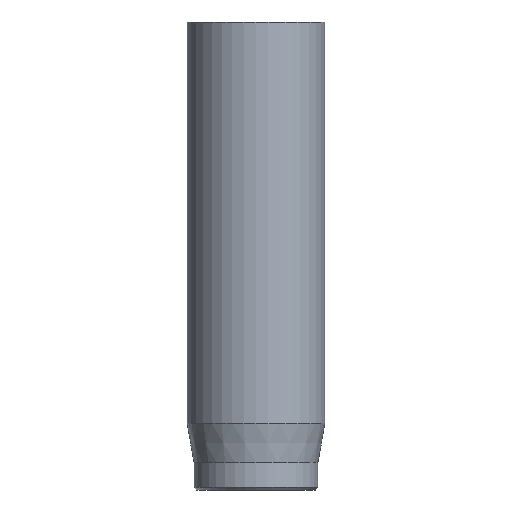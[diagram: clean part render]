
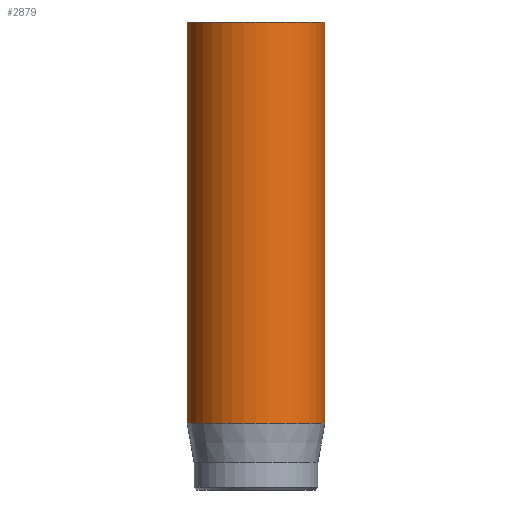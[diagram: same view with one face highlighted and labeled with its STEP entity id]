
A CAD part, front view. The second image highlights one B-rep face of the part: STEP entity #2879.
In plain terms, the highlighted cylindrical face has radius 2.5 mm (diameter 5 mm), a full revolution.
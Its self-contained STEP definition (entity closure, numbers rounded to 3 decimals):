
#53=CYLINDRICAL_SURFACE('',#3069,2.5);
#72=CIRCLE('',#3067,2.5);
#73=CIRCLE('',#3068,2.5);
#74=CIRCLE('',#3070,2.5);
#261=FACE_OUTER_BOUND('',#424,.T.);
#424=EDGE_LOOP('',(#2279,#2280,#2281,#2282,#2283));
#637=LINE('',#4848,#858);
#858=VECTOR('',#3391,2.5);
#1285=VERTEX_POINT('',#4840);
#1286=VERTEX_POINT('',#4841);
#1287=VERTEX_POINT('',#4846);
#1661=EDGE_CURVE('',#1285,#1286,#72,.T.);
#1662=EDGE_CURVE('',#1286,#1285,#73,.T.);
#1664=EDGE_CURVE('',#1287,#1287,#74,.T.);
#1665=EDGE_CURVE('',#1287,#1285,#637,.T.);
#2279=ORIENTED_EDGE('',*,*,#1664,.T.);
#2280=ORIENTED_EDGE('',*,*,#1665,.T.);
#2281=ORIENTED_EDGE('',*,*,#1661,.T.);
#2282=ORIENTED_EDGE('',*,*,#1662,.T.);
#2283=ORIENTED_EDGE('',*,*,#1665,.F.);
#2879=ADVANCED_FACE('',(#261),#53,.T.);
#3067=AXIS2_PLACEMENT_3D('',#4842,#3382,#3383);
#3068=AXIS2_PLACEMENT_3D('',#4843,#3384,#3385);
#3069=AXIS2_PLACEMENT_3D('',#4845,#3387,#3388);
#3070=AXIS2_PLACEMENT_3D('',#4847,#3389,#3390);
#3382=DIRECTION('center_axis',(0.,0.,1.));
#3383=DIRECTION('ref_axis',(-1.,0.,0.));
#3384=DIRECTION('center_axis',(0.,0.,1.));
#3385=DIRECTION('ref_axis',(-1.,0.,0.));
#3387=DIRECTION('center_axis',(0.,0.,1.));
#3388=DIRECTION('ref_axis',(-1.,0.,0.));
#3389=DIRECTION('center_axis',(0.,0.,-1.));
#3390=DIRECTION('ref_axis',(-1.,0.,0.));
#3391=DIRECTION('',(0.,0.,-1.));
#4840=CARTESIAN_POINT('',(2.5,0.,2.418));
#4841=CARTESIAN_POINT('',(-2.5,0.,2.418));
#4842=CARTESIAN_POINT('Origin',(0.,0.,2.418));
#4843=CARTESIAN_POINT('Origin',(0.,0.,2.418));
#4845=CARTESIAN_POINT('Origin',(0.,0.,0.));
#4846=CARTESIAN_POINT('',(2.5,0.,17.));
#4847=CARTESIAN_POINT('Origin',(0.,0.,17.));
#4848=CARTESIAN_POINT('',(2.5,0.,0.));
